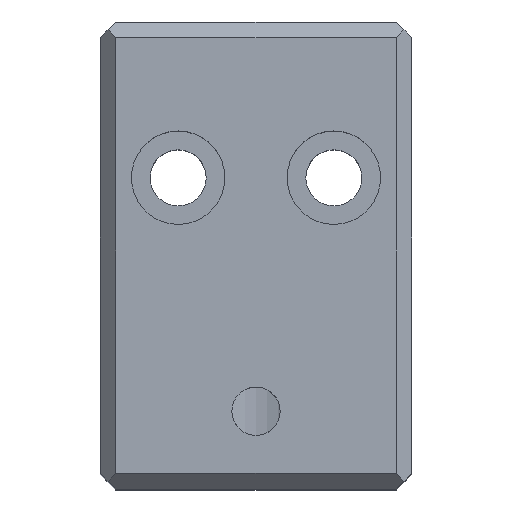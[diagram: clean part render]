
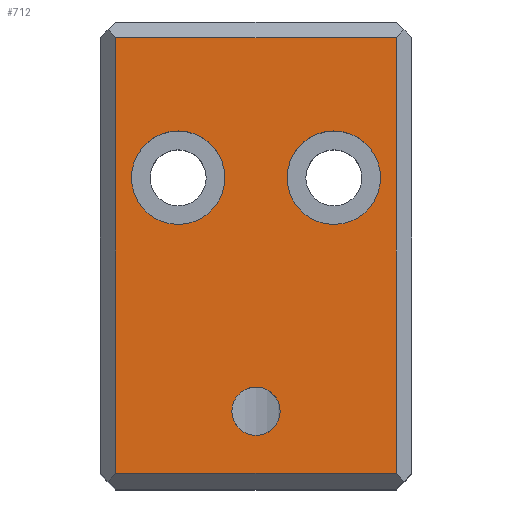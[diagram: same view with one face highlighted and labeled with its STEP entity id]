
A CAD part, top view. The second image highlights one B-rep face of the part: STEP entity #712.
In plain terms, the highlighted planar face has unit normal (0, 0, 1).
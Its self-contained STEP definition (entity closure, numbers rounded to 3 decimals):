
#32=FACE_BOUND('',#124,.T.);
#33=FACE_BOUND('',#125,.T.);
#34=FACE_BOUND('',#126,.T.);
#47=CIRCLE('',#773,1.55);
#48=CIRCLE('',#774,3.);
#49=CIRCLE('',#775,3.);
#79=FACE_OUTER_BOUND('',#123,.T.);
#123=EDGE_LOOP('',(#582,#583,#584,#585));
#124=EDGE_LOOP('',(#586));
#125=EDGE_LOOP('',(#587));
#126=EDGE_LOOP('',(#588));
#202=LINE('',#1121,#280);
#207=LINE('',#1130,#285);
#208=LINE('',#1133,#286);
#210=LINE('',#1136,#288);
#280=VECTOR('',#905,10.);
#285=VECTOR('',#912,10.);
#286=VECTOR('',#915,10.);
#288=VECTOR('',#919,10.);
#349=VERTEX_POINT('',#1118);
#350=VERTEX_POINT('',#1120);
#353=VERTEX_POINT('',#1128);
#354=VERTEX_POINT('',#1132);
#355=VERTEX_POINT('',#1139);
#356=VERTEX_POINT('',#1141);
#357=VERTEX_POINT('',#1143);
#429=EDGE_CURVE('',#349,#350,#202,.T.);
#434=EDGE_CURVE('',#353,#349,#207,.T.);
#435=EDGE_CURVE('',#350,#354,#208,.T.);
#437=EDGE_CURVE('',#354,#353,#210,.T.);
#439=EDGE_CURVE('',#355,#355,#47,.T.);
#440=EDGE_CURVE('',#356,#356,#48,.T.);
#441=EDGE_CURVE('',#357,#357,#49,.T.);
#582=ORIENTED_EDGE('',*,*,#435,.F.);
#583=ORIENTED_EDGE('',*,*,#429,.F.);
#584=ORIENTED_EDGE('',*,*,#434,.F.);
#585=ORIENTED_EDGE('',*,*,#437,.F.);
#586=ORIENTED_EDGE('',*,*,#439,.T.);
#587=ORIENTED_EDGE('',*,*,#440,.T.);
#588=ORIENTED_EDGE('',*,*,#441,.T.);
#683=PLANE('',#772);
#712=ADVANCED_FACE('',(#79,#32,#33,#34),#683,.T.);
#772=AXIS2_PLACEMENT_3D('',#1138,#921,#922);
#773=AXIS2_PLACEMENT_3D('',#1140,#923,#924);
#774=AXIS2_PLACEMENT_3D('',#1142,#925,#926);
#775=AXIS2_PLACEMENT_3D('',#1144,#927,#928);
#905=DIRECTION('',(-1.,0.,0.));
#912=DIRECTION('',(0.,-1.,0.));
#915=DIRECTION('',(0.,1.,0.));
#919=DIRECTION('',(1.,0.,0.));
#921=DIRECTION('center_axis',(0.,0.,1.));
#922=DIRECTION('ref_axis',(-1.,0.,0.));
#923=DIRECTION('center_axis',(0.,0.,-1.));
#924=DIRECTION('ref_axis',(-1.,0.,0.));
#925=DIRECTION('center_axis',(0.,0.,-1.));
#926=DIRECTION('ref_axis',(-1.,0.,0.));
#927=DIRECTION('center_axis',(0.,0.,-1.));
#928=DIRECTION('ref_axis',(-1.,0.,0.));
#1118=CARTESIAN_POINT('',(9.,-9.,26.));
#1120=CARTESIAN_POINT('',(-9.,-9.,26.));
#1121=CARTESIAN_POINT('',(5.,-9.,26.));
#1128=CARTESIAN_POINT('',(9.,19.,26.));
#1130=CARTESIAN_POINT('',(9.,0.,26.));
#1132=CARTESIAN_POINT('',(-9.,19.,26.));
#1133=CARTESIAN_POINT('',(-9.,0.,26.));
#1136=CARTESIAN_POINT('',(5.,19.,26.));
#1138=CARTESIAN_POINT('Origin',(10.,0.,26.));
#1139=CARTESIAN_POINT('',(1.55,-5.,26.));
#1140=CARTESIAN_POINT('Origin',(0.,-5.,26.));
#1141=CARTESIAN_POINT('',(-2.,10.,26.));
#1142=CARTESIAN_POINT('Origin',(-5.,10.,26.));
#1143=CARTESIAN_POINT('',(8.,10.,26.));
#1144=CARTESIAN_POINT('Origin',(5.,10.,26.));
